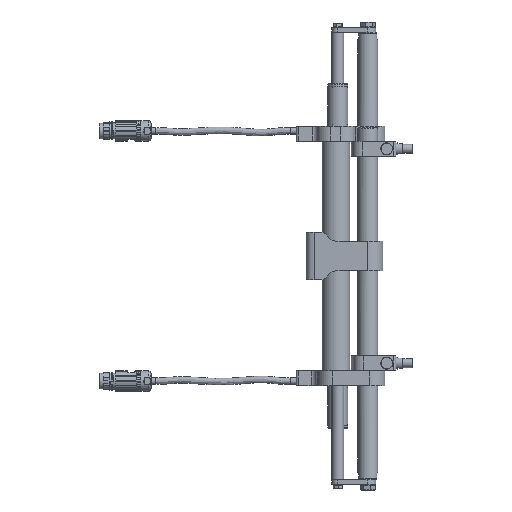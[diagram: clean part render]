
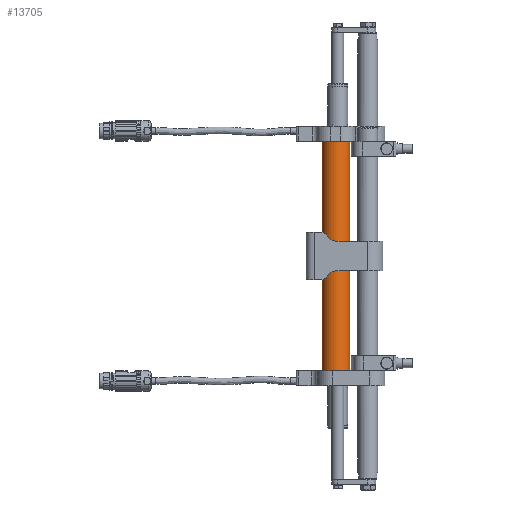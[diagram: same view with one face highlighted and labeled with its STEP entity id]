
A CAD part, left-side view. The second image highlights one B-rep face of the part: STEP entity #13705.
In plain terms, the highlighted cylindrical face has radius 14 mm (diameter 28 mm), a full revolution.
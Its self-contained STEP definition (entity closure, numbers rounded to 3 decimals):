
#988 = DIRECTION ( 'NONE',  ( -1., 0., 0. ) ) ;
#5156 = CARTESIAN_POINT ( 'NONE',  ( 13., 0., 0. ) ) ;
#5473 = CARTESIAN_POINT ( 'NONE',  ( 13., 0., 14. ) ) ;
#6412 = CARTESIAN_POINT ( 'NONE',  ( 0., 0., 0. ) ) ;
#7421 = EDGE_CURVE ( 'NONE', #16598, #16598, #39076, .T. ) ;
#10903 = FACE_OUTER_BOUND ( 'NONE', #49088, .T. ) ;
#12357 = CYLINDRICAL_SURFACE ( 'NONE', #50583, 14. ) ;
#13705 = ADVANCED_FACE ( 'NONE', ( #10903, #34277 ), #12357, .T. ) ;
#16598 = VERTEX_POINT ( 'NONE', #5473 ) ;
#23920 = VERTEX_POINT ( 'NONE', #62592 ) ;
#26985 = ORIENTED_EDGE ( 'NONE', *, *, #62990, .T. ) ;
#34277 = FACE_OUTER_BOUND ( 'NONE', #73228, .T. ) ;
#37339 = AXIS2_PLACEMENT_3D ( 'NONE', #41894, #69428, #64582 ) ;
#37846 = ORIENTED_EDGE ( 'NONE', *, *, #7421, .F. ) ;
#39076 = CIRCLE ( 'NONE', #60497, 14. ) ;
#41894 = CARTESIAN_POINT ( 'NONE',  ( 249., 0., 0. ) ) ;
#43274 = CIRCLE ( 'NONE', #37339, 14. ) ;
#44129 = DIRECTION ( 'NONE',  ( 0., 0., 1. ) ) ;
#49088 = EDGE_LOOP ( 'NONE', ( #26985 ) ) ;
#50583 = AXIS2_PLACEMENT_3D ( 'NONE', #6412, #56946, #68053 ) ;
#56946 = DIRECTION ( 'NONE',  ( -1., 0., 0. ) ) ;
#60497 = AXIS2_PLACEMENT_3D ( 'NONE', #5156, #988, #44129 ) ;
#62592 = CARTESIAN_POINT ( 'NONE',  ( 249., 0., 14. ) ) ;
#62990 = EDGE_CURVE ( 'NONE', #23920, #23920, #43274, .T. ) ;
#64582 = DIRECTION ( 'NONE',  ( 0., 0., 1. ) ) ;
#68053 = DIRECTION ( 'NONE',  ( 0., 0., 1. ) ) ;
#69428 = DIRECTION ( 'NONE',  ( -1., 0., 0. ) ) ;
#73228 = EDGE_LOOP ( 'NONE', ( #37846 ) ) ;
